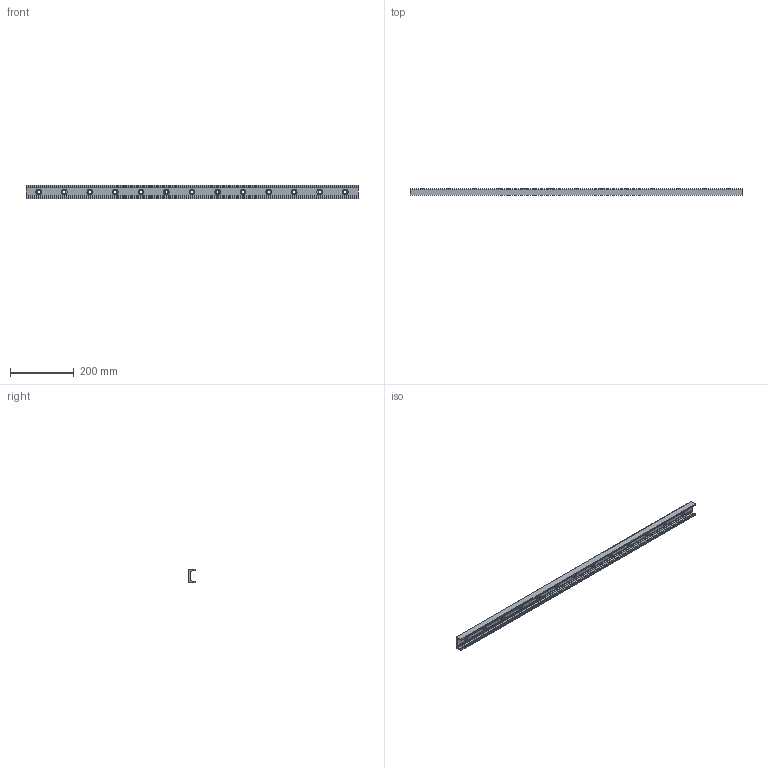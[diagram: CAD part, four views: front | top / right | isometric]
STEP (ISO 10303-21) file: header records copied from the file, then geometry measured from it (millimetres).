
FILE_DESCRIPTION((''),'2;1');
FILE_NAME('LCX 43-1040.C.stp','2016-04-28T09:24:24',('MRathmann'),(''),'Autodesk Inventor 2012','Autodesk Inventor 2012','');
FILE_SCHEMA(('CONFIG_CONTROL_DESIGN'));
Length unit declared in the file: millimetre
Products named in the file (1): LCX 43-1040.C
Bounding box: 1040 x 21 x 43 mm (x, y, z)
Volume: 351011.5 mm3; surface area: 167066.4 mm2
Topology: 1 solids, 1 shells, 67 faces, 169 edges, 117 vertices
Faces by surface type: cylinder 39, plane 28
Full cylindrical faces by diameter (mm): 10.5 x13, 18 x13
Entity records: 1896 total; most frequent: DIRECTION 344, CARTESIAN_POINT 302, ORIENTED_EDGE 260, AXIS2_PLACEMENT_3D 146, EDGE_LOOP 132, EDGE_CURVE 130, VERTEX_POINT 104, CIRCLE 78
